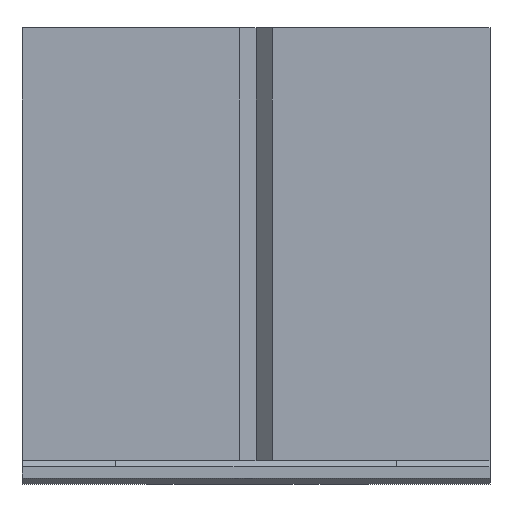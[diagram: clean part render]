
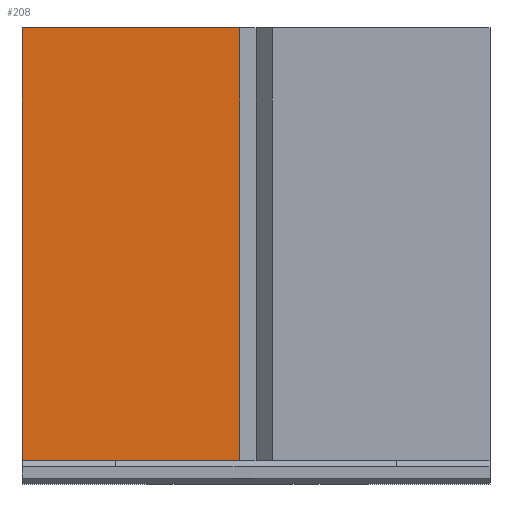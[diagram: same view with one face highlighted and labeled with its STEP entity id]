
A CAD part, front view. The second image highlights one B-rep face of the part: STEP entity #208.
In plain terms, the highlighted planar face has unit normal (0, -1, 0).
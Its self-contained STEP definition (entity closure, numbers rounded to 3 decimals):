
#208 = ADVANCED_FACE( '', ( #297 ), #298, .F. );
#297 = FACE_OUTER_BOUND( '', #618, .T. );
#298 = PLANE( '', #619 );
#618 = EDGE_LOOP( '', ( #941, #942, #943, #944 ) );
#619 = AXIS2_PLACEMENT_3D( '', #945, #946, #947 );
#941 = ORIENTED_EDGE( '', *, *, #1148, .F. );
#942 = ORIENTED_EDGE( '', *, *, #1149, .T. );
#943 = ORIENTED_EDGE( '', *, *, #1150, .T. );
#944 = ORIENTED_EDGE( '', *, *, #1151, .T. );
#945 = CARTESIAN_POINT( '', ( 20., -15.656, 37.5 ) );
#946 = DIRECTION( '', ( 0., 1., 0. ) );
#947 = DIRECTION( '', ( 0., 0., 1. ) );
#1148 = EDGE_CURVE( '', #1323, #1324, #1325, .T. );
#1149 = EDGE_CURVE( '', #1323, #1326, #1327, .T. );
#1150 = EDGE_CURVE( '', #1326, #1328, #1329, .T. );
#1151 = EDGE_CURVE( '', #1328, #1324, #1330, .T. );
#1323 = VERTEX_POINT( '', #1986 );
#1324 = VERTEX_POINT( '', #1987 );
#1325 = LINE( '', #1988, #1989 );
#1326 = VERTEX_POINT( '', #1990 );
#1327 = LINE( '', #1991, #1992 );
#1328 = VERTEX_POINT( '', #1993 );
#1329 = LINE( '', #1994, #1995 );
#1330 = LINE( '', #1996, #1997 );
#1986 = CARTESIAN_POINT( '', ( -1.41, -15.656, 0.5 ) );
#1987 = CARTESIAN_POINT( '', ( -20., -15.656, 0.5 ) );
#1988 = CARTESIAN_POINT( '', ( 20., -15.656, 0.5 ) );
#1989 = VECTOR( '', #2164, 1000. );
#1990 = CARTESIAN_POINT( '', ( -1.41, -15.656, 37.5 ) );
#1991 = CARTESIAN_POINT( '', ( -1.41, -15.656, -39.491 ) );
#1992 = VECTOR( '', #2165, 1000. );
#1993 = CARTESIAN_POINT( '', ( -20., -15.656, 37.5 ) );
#1994 = CARTESIAN_POINT( '', ( 20., -15.656, 37.5 ) );
#1995 = VECTOR( '', #2166, 1000. );
#1996 = CARTESIAN_POINT( '', ( -20., -15.656, 37.5 ) );
#1997 = VECTOR( '', #2167, 1000. );
#2164 = DIRECTION( '', ( -1., 0., 0. ) );
#2165 = DIRECTION( '', ( 0., 0., 1. ) );
#2166 = DIRECTION( '', ( -1., 0., 0. ) );
#2167 = DIRECTION( '', ( 0., 0., -1. ) );
